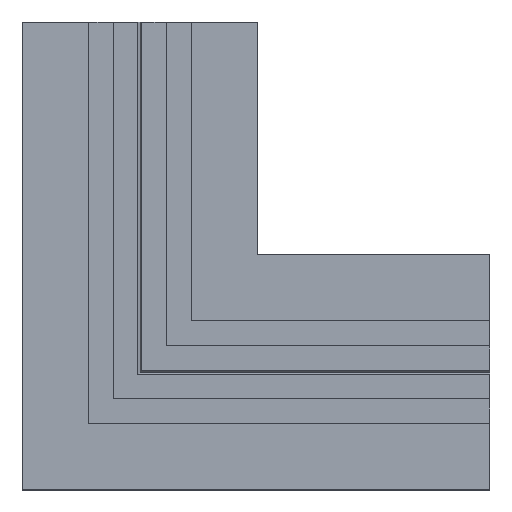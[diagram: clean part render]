
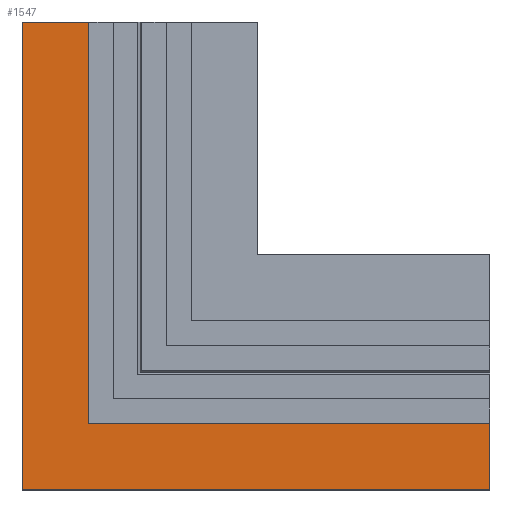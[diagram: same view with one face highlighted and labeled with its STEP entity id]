
A CAD part, top view. The second image highlights one B-rep face of the part: STEP entity #1547.
In plain terms, the highlighted planar face has unit normal (0, 0, 1).
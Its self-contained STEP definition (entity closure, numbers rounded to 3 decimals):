
#79=FACE_OUTER_BOUND('',#158,.T.);
#158=EDGE_LOOP('',(#1274,#1275,#1276,#1277,#1278,#1279));
#218=LINE('',#2131,#424);
#248=LINE('',#2198,#454);
#269=LINE('',#2245,#475);
#345=LINE('',#2414,#551);
#360=LINE('',#2447,#566);
#377=LINE('',#2480,#583);
#424=VECTOR('',#1714,10.);
#454=VECTOR('',#1754,10.);
#475=VECTOR('',#1797,10.);
#551=VECTOR('',#1927,10.);
#566=VECTOR('',#1948,10.);
#583=VECTOR('',#1997,10.);
#632=VERTEX_POINT('',#2128);
#633=VERTEX_POINT('',#2130);
#665=VERTEX_POINT('',#2196);
#680=VERTEX_POINT('',#2244);
#745=VERTEX_POINT('',#2411);
#746=VERTEX_POINT('',#2413);
#779=EDGE_CURVE('',#632,#633,#218,.T.);
#813=EDGE_CURVE('',#665,#632,#248,.T.);
#836=EDGE_CURVE('',#680,#633,#269,.T.);
#920=EDGE_CURVE('',#746,#745,#345,.T.);
#937=EDGE_CURVE('',#665,#746,#360,.T.);
#954=EDGE_CURVE('',#680,#745,#377,.T.);
#1274=ORIENTED_EDGE('',*,*,#920,.T.);
#1275=ORIENTED_EDGE('',*,*,#954,.F.);
#1276=ORIENTED_EDGE('',*,*,#836,.T.);
#1277=ORIENTED_EDGE('',*,*,#779,.F.);
#1278=ORIENTED_EDGE('',*,*,#813,.F.);
#1279=ORIENTED_EDGE('',*,*,#937,.T.);
#1472=PLANE('',#1658);
#1547=ADVANCED_FACE('',(#79),#1472,.T.);
#1658=AXIS2_PLACEMENT_3D('',#2479,#1995,#1996);
#1714=DIRECTION('',(1.,0.,0.));
#1754=DIRECTION('',(0.,1.,0.));
#1797=DIRECTION('',(0.,1.,0.));
#1927=DIRECTION('',(0.,1.,0.));
#1948=DIRECTION('',(1.,0.,0.));
#1995=DIRECTION('center_axis',(0.,0.,1.));
#1996=DIRECTION('ref_axis',(0.,-1.,0.));
#1997=DIRECTION('',(1.,0.,0.));
#2128=CARTESIAN_POINT('',(0.,37.41,7.11));
#2130=CARTESIAN_POINT('',(7.09,37.41,7.11));
#2131=CARTESIAN_POINT('',(17.34,37.41,7.11));
#2196=CARTESIAN_POINT('',(0.,-12.59,7.11));
#2198=CARTESIAN_POINT('',(0.,-12.59,7.11));
#2244=CARTESIAN_POINT('',(7.09,-5.5,7.11));
#2245=CARTESIAN_POINT('',(7.09,-12.59,7.11));
#2411=CARTESIAN_POINT('',(50.,-5.5,7.11));
#2413=CARTESIAN_POINT('',(50.,-12.59,7.11));
#2414=CARTESIAN_POINT('',(50.,4.75,7.11));
#2447=CARTESIAN_POINT('',(0.,-12.59,7.11));
#2479=CARTESIAN_POINT('Origin',(0.,-5.5,7.11));
#2480=CARTESIAN_POINT('',(0.,-5.5,7.11));
